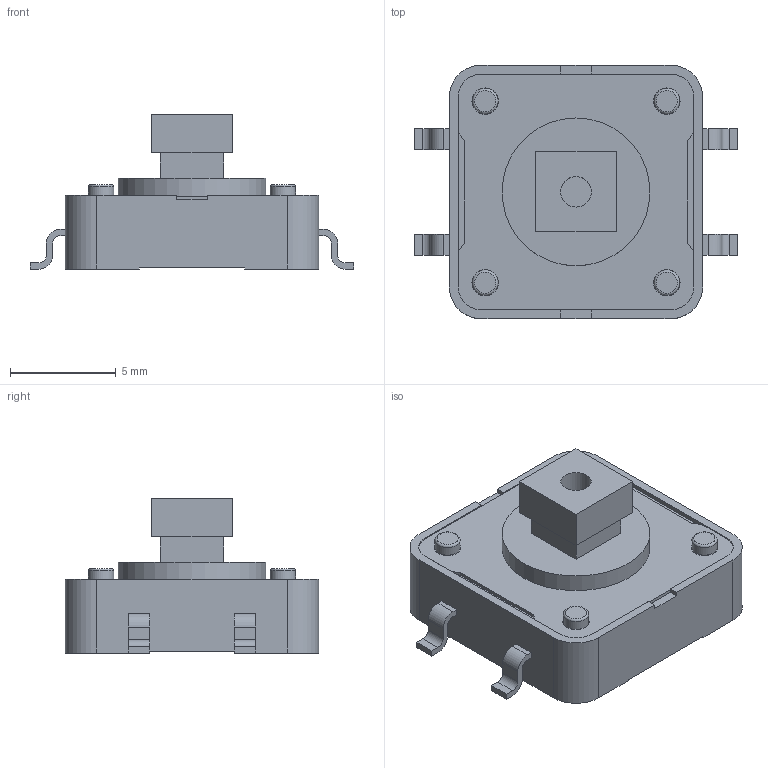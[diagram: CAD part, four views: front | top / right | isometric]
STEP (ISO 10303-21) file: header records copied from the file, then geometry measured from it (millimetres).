
FILE_DESCRIPTION( ( 'Unknown' ), '1' );
FILE_NAME( '430162073826.stp', 'Unknown', ( 'Unknown' ), ( 'Unknown' ), 'PSStep 17.0.49', 'Unknown', ' ' );
FILE_SCHEMA( ( 'AUTOMOTIVE_DESIGN { 1 0 10303 214 1 1 1 1 }' ) );
Length unit declared in the file: millimetre
Products named in the file (18): Assem1; Frame; Terminal plate; Contact Plate; Stem; Terminal; Cover
Assembly tree (17 placements, depth 2):
  Assem1
    Frame
    Frame
    Frame
    Frame
    Frame
    Terminal plate
    Terminal plate
    Terminal plate
    Terminal plate
    Terminal plate
    Contact Plate
    Stem
    Terminal
    Terminal
    Terminal
    Terminal
    Cover
Bounding box: 15.3 x 12 x 7.3 mm (x, y, z)
Volume: 485.1 mm3; surface area: 1078.6 mm2
Topology: 17 solids, 17 shells, 254 faces, 618 edges, 412 vertices
Faces by surface type: plane 190, cylinder 55, torus 5, cone 2, sphere 2
Full cylindrical faces by diameter (mm): 1.2 x4, 1.25 x4, 1.45 x1, 2 x2, 2.15 x1, 4.9 x1, 7 x2
Entity records: 9528 total; most frequent: CARTESIAN_POINT 1256, DIRECTION 1246, ORIENTED_EDGE 1164, EDGE_CURVE 582, LINE 462, VECTOR 462, VERTEX_POINT 402, AXIS2_PLACEMENT_3D 392
